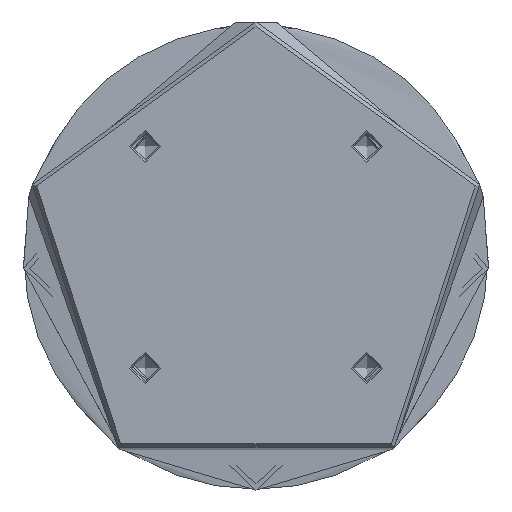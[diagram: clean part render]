
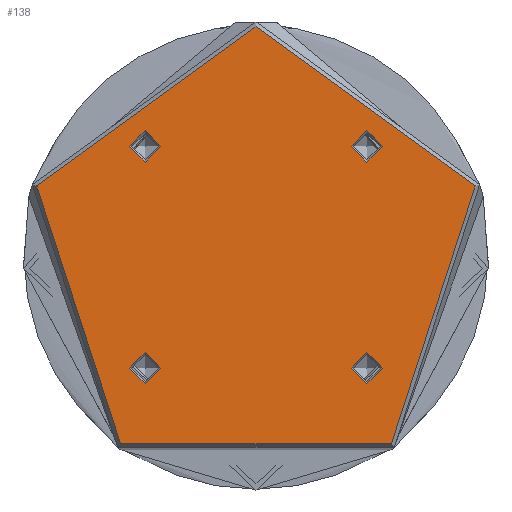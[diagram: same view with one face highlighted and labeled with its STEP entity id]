
A CAD part, front view. The second image highlights one B-rep face of the part: STEP entity #138.
In plain terms, the highlighted face is planar.
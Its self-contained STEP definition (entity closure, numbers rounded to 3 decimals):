
#105 = CARTESIAN_POINT ( 'NONE',  ( 0., 0., 0. ) ) ;
#138 = ADVANCED_FACE ( 'NONE', ( #5167, #5294, #4040, #4182, #2938 ), #1369, .F. ) ;
#165 = DIRECTION ( 'NONE',  ( 0., 0., 1. ) ) ;
#384 = DIRECTION ( 'NONE',  ( 1., 0., 0. ) ) ;
#404 = ORIENTED_EDGE ( 'NONE', *, *, #1163, .T. ) ;
#472 = EDGE_LOOP ( 'NONE', ( #404 ) ) ;
#524 = ORIENTED_EDGE ( 'NONE', *, *, #4915, .F. ) ;
#686 = AXIS2_PLACEMENT_3D ( 'NONE', #5429, #2909, #384 ) ;
#923 = CARTESIAN_POINT ( 'NONE',  ( -30.33, 35.355, 0. ) ) ;
#962 = EDGE_CURVE ( 'NONE', #4791, #4791, #1126, .T. ) ;
#1054 = ORIENTED_EDGE ( 'NONE', *, *, #4557, .F. ) ;
#1126 = CIRCLE ( 'NONE', #5217, 5.025 ) ;
#1163 = EDGE_CURVE ( 'NONE', #1417, #1417, #2449, .T. ) ;
#1329 = AXIS2_PLACEMENT_3D ( 'NONE', #105, #2212, #5171 ) ;
#1369 = PLANE ( 'NONE',  #1329 ) ;
#1391 = DIRECTION ( 'NONE',  ( 0., 0., 1. ) ) ;
#1417 = VERTEX_POINT ( 'NONE', #2998 ) ;
#1508 = DIRECTION ( 'NONE',  ( 0., 0., 1. ) ) ;
#1753 = VERTEX_POINT ( 'NONE', #923 ) ;
#1765 = DIRECTION ( 'NONE',  ( 0., 0., 1. ) ) ;
#1886 = AXIS2_PLACEMENT_3D ( 'NONE', #4291, #1765, #4714 ) ;
#2212 = DIRECTION ( 'NONE',  ( 0., 0., -1. ) ) ;
#2279 = CIRCLE ( 'NONE', #686, 5.025 ) ;
#2449 = CIRCLE ( 'NONE', #1886, 73.5 ) ;
#2693 = CARTESIAN_POINT ( 'NONE',  ( -35.355, 35.355, 0. ) ) ;
#2760 = EDGE_CURVE ( 'NONE', #3277, #3277, #4984, .T. ) ;
#2856 = AXIS2_PLACEMENT_3D ( 'NONE', #4041, #1508, #4463 ) ;
#2909 = DIRECTION ( 'NONE',  ( 0., 0., 1. ) ) ;
#2938 = FACE_OUTER_BOUND ( 'NONE', #472, .T. ) ;
#2998 = CARTESIAN_POINT ( 'NONE',  ( 73.5, 0., 0. ) ) ;
#3010 = CARTESIAN_POINT ( 'NONE',  ( -30.33, -35.355, 0. ) ) ;
#3117 = DIRECTION ( 'NONE',  ( 1., 0., 0. ) ) ;
#3216 = EDGE_LOOP ( 'NONE', ( #1054 ) ) ;
#3246 = EDGE_LOOP ( 'NONE', ( #524 ) ) ;
#3277 = VERTEX_POINT ( 'NONE', #3010 ) ;
#3610 = CIRCLE ( 'NONE', #4567, 5.025 ) ;
#3662 = ORIENTED_EDGE ( 'NONE', *, *, #962, .F. ) ;
#3861 = VERTEX_POINT ( 'NONE', #4295 ) ;
#3918 = CARTESIAN_POINT ( 'NONE',  ( 35.355, -35.355, 0. ) ) ;
#4040 = FACE_BOUND ( 'NONE', #5411, .T. ) ;
#4041 = CARTESIAN_POINT ( 'NONE',  ( -35.355, -35.355, 0. ) ) ;
#4182 = FACE_BOUND ( 'NONE', #3246, .T. ) ;
#4291 = CARTESIAN_POINT ( 'NONE',  ( 0., 0., 0. ) ) ;
#4295 = CARTESIAN_POINT ( 'NONE',  ( 40.38, 35.355, 0. ) ) ;
#4351 = DIRECTION ( 'NONE',  ( 1., 0., 0. ) ) ;
#4352 = ORIENTED_EDGE ( 'NONE', *, *, #2760, .F. ) ;
#4463 = DIRECTION ( 'NONE',  ( 1., 0., 0. ) ) ;
#4467 = EDGE_LOOP ( 'NONE', ( #4352 ) ) ;
#4557 = EDGE_CURVE ( 'NONE', #1753, #1753, #3610, .T. ) ;
#4567 = AXIS2_PLACEMENT_3D ( 'NONE', #2693, #165, #3117 ) ;
#4714 = DIRECTION ( 'NONE',  ( 1., 0., 0. ) ) ;
#4791 = VERTEX_POINT ( 'NONE', #5091 ) ;
#4915 = EDGE_CURVE ( 'NONE', #3861, #3861, #2279, .T. ) ;
#4984 = CIRCLE ( 'NONE', #2856, 5.025 ) ;
#5091 = CARTESIAN_POINT ( 'NONE',  ( 40.38, -35.355, 0. ) ) ;
#5167 = FACE_BOUND ( 'NONE', #3216, .T. ) ;
#5171 = DIRECTION ( 'NONE',  ( -1., 0., 0. ) ) ;
#5217 = AXIS2_PLACEMENT_3D ( 'NONE', #3918, #1391, #4351 ) ;
#5294 = FACE_BOUND ( 'NONE', #4467, .T. ) ;
#5411 = EDGE_LOOP ( 'NONE', ( #3662 ) ) ;
#5429 = CARTESIAN_POINT ( 'NONE',  ( 35.355, 35.355, 0. ) ) ;
